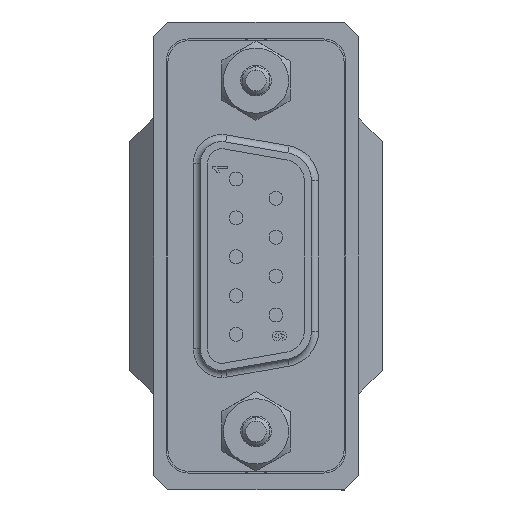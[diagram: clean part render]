
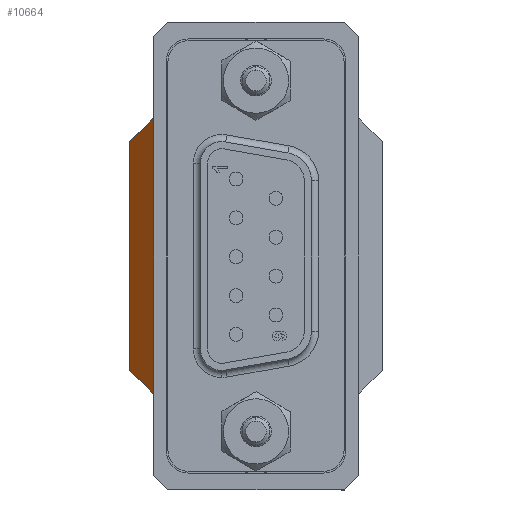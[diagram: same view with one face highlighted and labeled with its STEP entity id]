
A CAD part, front view. The second image highlights one B-rep face of the part: STEP entity #10664.
In plain terms, the highlighted face is planar.
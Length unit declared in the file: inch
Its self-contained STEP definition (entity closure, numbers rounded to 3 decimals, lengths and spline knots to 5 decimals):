
#2059 = CARTESIAN_POINT ( 'NONE',  ( -0.3875, 0.2875, 0.54 ) ) ;
#2105 = DIRECTION ( 'NONE',  ( -1., 0., 0. ) ) ;
#2106 = VECTOR ( 'NONE', #2105, 39.37008 ) ;
#2107 = CARTESIAN_POINT ( 'NONE',  ( -0.3875, 0.2875, 0.54 ) ) ;
#2108 = LINE ( 'NONE', #2107, #2106 ) ;
#2162 = CARTESIAN_POINT ( 'NONE',  ( 0.3875, 0.2875, 0.54 ) ) ;
#2437 = DIRECTION ( 'NONE',  ( 1., 0., 0. ) ) ;
#2438 = VECTOR ( 'NONE', #2437, 39.37008 ) ;
#2439 = CARTESIAN_POINT ( 'NONE',  ( 0.3875, 0.3545, 0.473 ) ) ;
#2440 = LINE ( 'NONE', #2439, #2438 ) ;
#2459 = CARTESIAN_POINT ( 'NONE',  ( -0.3205, 0.3545, 0.473 ) ) ;
#2490 = CARTESIAN_POINT ( 'NONE',  ( 0.34283, 0.33217, 0.49533 ) ) ;
#2491 = LINE ( 'NONE', #2490, #2500 ) ;
#2499 = DIRECTION ( 'NONE',  ( 0.577, -0.577, 0.577 ) ) ;
#2500 = VECTOR ( 'NONE', #2499, 39.37008 ) ;
#2506 = CARTESIAN_POINT ( 'NONE',  ( 0.3205, 0.3545, 0.473 ) ) ;
#2568 = DIRECTION ( 'NONE',  ( 0., -0.707, 0.707 ) ) ;
#2569 = DIRECTION ( 'NONE',  ( 0., 0.707, 0.707 ) ) ;
#2570 = CARTESIAN_POINT ( 'NONE',  ( 0.3875, 0.3545, 0.473 ) ) ;
#2571 = AXIS2_PLACEMENT_3D ( 'NONE', #2570, #2569, #2568 ) ;
#2572 = PLANE ( 'NONE',  #2571 ) ;
#2573 = FACE_OUTER_BOUND ( 'NONE', #10611, .T. ) ;
#2580 = DIRECTION ( 'NONE',  ( -0.577, -0.577, 0.577 ) ) ;
#2581 = VECTOR ( 'NONE', #2580, 39.37008 ) ;
#2582 = CARTESIAN_POINT ( 'NONE',  ( 0.1055, 0.7805, 0.047 ) ) ;
#2583 = LINE ( 'NONE', #2582, #2581 ) ;
#10377 = VERTEX_POINT ( 'NONE', #2059 ) ;
#10419 = EDGE_CURVE ( 'NONE', #10423, #10377, #2108, .T. ) ;
#10423 = VERTEX_POINT ( 'NONE', #2162 ) ;
#10599 = EDGE_CURVE ( 'NONE', #10617, #10633, #2440, .T. ) ;
#10611 = EDGE_LOOP ( 'NONE', ( #10638, #10628, #10658, #10657 ) ) ;
#10617 = VERTEX_POINT ( 'NONE', #2459 ) ;
#10628 = ORIENTED_EDGE ( 'NONE', *, *, #10419, .F. ) ;
#10633 = VERTEX_POINT ( 'NONE', #2506 ) ;
#10638 = ORIENTED_EDGE ( 'NONE', *, *, #10659, .T. ) ;
#10642 = EDGE_CURVE ( 'NONE', #10633, #10423, #2491, .T. ) ;
#10657 = ORIENTED_EDGE ( 'NONE', *, *, #10599, .F. ) ;
#10658 = ORIENTED_EDGE ( 'NONE', *, *, #10642, .F. ) ;
#10659 = EDGE_CURVE ( 'NONE', #10617, #10377, #2583, .T. ) ;
#10664 = ADVANCED_FACE ( 'NONE', ( #2573 ), #2572, .T. ) ;
